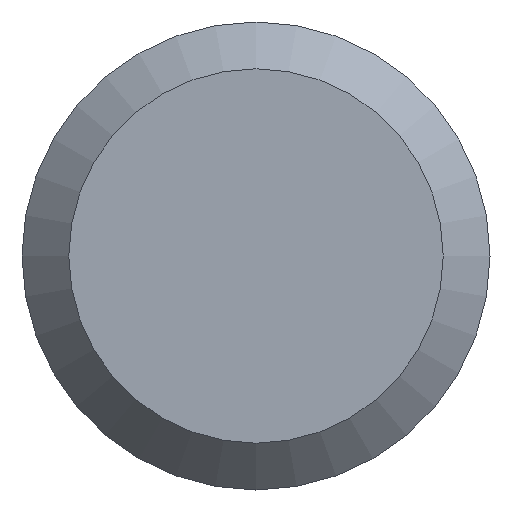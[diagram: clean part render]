
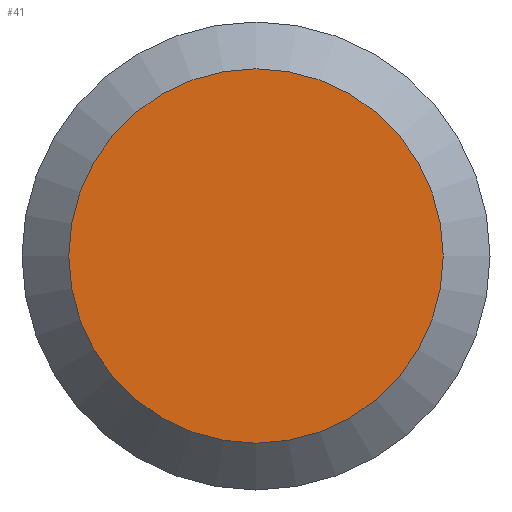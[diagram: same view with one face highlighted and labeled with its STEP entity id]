
A CAD part, left-side view. The second image highlights one B-rep face of the part: STEP entity #41.
In plain terms, the highlighted planar face has unit normal (-1, 0, 0).
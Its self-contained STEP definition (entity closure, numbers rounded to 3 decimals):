
#15 = ORIENTED_EDGE ( 'NONE', *, *, #160, .T. ) ;
#23 = DIRECTION ( 'NONE',  ( 0., 0., -1. ) ) ;
#31 = AXIS2_PLACEMENT_3D ( 'NONE', #35, #143, #23 ) ;
#32 = DIRECTION ( 'NONE',  ( 0., 0., -1. ) ) ;
#35 = CARTESIAN_POINT ( 'NONE',  ( 0., 0., 0. ) ) ;
#41 = ADVANCED_FACE ( 'NONE', ( #104 ), #120, .F. ) ;
#58 = CIRCLE ( 'NONE', #31, 2. ) ;
#86 = CARTESIAN_POINT ( 'NONE',  ( 0., 2.5, 0. ) ) ;
#102 = CARTESIAN_POINT ( 'NONE',  ( 0., 0., -2. ) ) ;
#103 = AXIS2_PLACEMENT_3D ( 'NONE', #86, #151, #32 ) ;
#104 = FACE_OUTER_BOUND ( 'NONE', #185, .T. ) ;
#105 = VERTEX_POINT ( 'NONE', #102 ) ;
#120 = PLANE ( 'NONE',  #103 ) ;
#143 = DIRECTION ( 'NONE',  ( -1., 0., 0. ) ) ;
#151 = DIRECTION ( 'NONE',  ( 1., 0., 0. ) ) ;
#160 = EDGE_CURVE ( 'NONE', #105, #105, #58, .T. ) ;
#185 = EDGE_LOOP ( 'NONE', ( #15 ) ) ;
